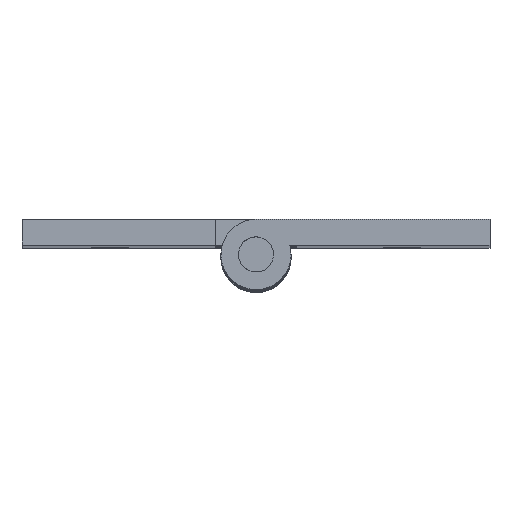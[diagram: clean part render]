
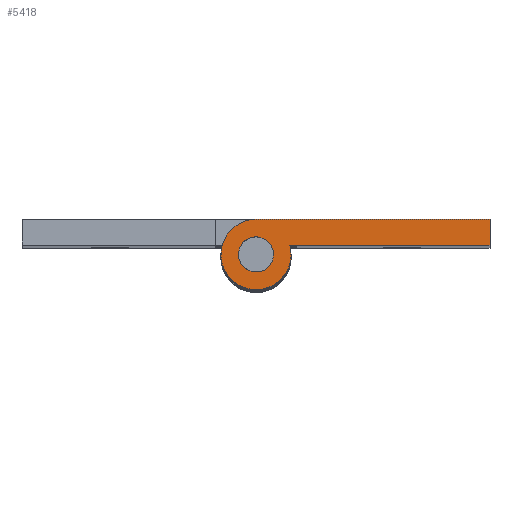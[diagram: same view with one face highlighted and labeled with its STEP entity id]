
A CAD part, top view. The second image highlights one B-rep face of the part: STEP entity #5418.
In plain terms, the highlighted free-form (B-spline) face has degree [1, 1] with [2, 2] control points.
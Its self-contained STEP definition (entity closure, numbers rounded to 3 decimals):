
#4057=CARTESIAN_POINT('',(0.177,-1.49,150.0));
#4058=VERTEX_POINT('',#4057);
#4059=CARTESIAN_POINT('',(-1.5,0.0,150.0));
#4060=VERTEX_POINT('',#4059);
#4061=CARTESIAN_POINT('',(0.177,-1.49,150.));
#4062=CARTESIAN_POINT('',(0.089,-1.5,150.0));
#4063=CARTESIAN_POINT('',(0.0,-1.5,150.0));
#4064=CARTESIAN_POINT('',(-1.5,-1.5,150.));
#4065=CARTESIAN_POINT('',(-1.5,0.0,150.0));
#4073=(BOUNDED_CURVE()B_SPLINE_CURVE(2,(#4061,#4062,#4063,#4064,#4065),.UNSPECIFIED.,.F.,.U.)B_SPLINE_CURVE_WITH_KNOTS((3,2,3),(0.23,0.25,0.5),.UNSPECIFIED.)CURVE()GEOMETRIC_REPRESENTATION_ITEM()RATIONAL_B_SPLINE_CURVE((0.956,0.976,1.0,0.707,1.0))REPRESENTATION_ITEM(''));
#4074=EDGE_CURVE('',#4058,#4060,#4073,.T.);
#4115=CARTESIAN_POINT('',(-0.092,1.497,150.0));
#4116=VERTEX_POINT('',#4115);
#4122=CARTESIAN_POINT('',(-1.5,0.0,150.0));
#4123=CARTESIAN_POINT('',(-1.5,1.411,150.));
#4124=CARTESIAN_POINT('',(-0.092,1.497,150.));
#4132=(BOUNDED_CURVE()B_SPLINE_CURVE(2,(#4122,#4123,#4124),.UNSPECIFIED.,.F.,.U.)B_SPLINE_CURVE_WITH_KNOTS((3,3),(0.5,0.739),.UNSPECIFIED.)CURVE()GEOMETRIC_REPRESENTATION_ITEM()RATIONAL_B_SPLINE_CURVE((1.0,0.72,0.976))REPRESENTATION_ITEM(''));
#4133=EDGE_CURVE('',#4060,#4116,#4132,.T.);
#4156=CARTESIAN_POINT('',(1.5,0.0,150.0));
#4157=VERTEX_POINT('',#4156);
#4158=CARTESIAN_POINT('',(1.5,0.0,150.0));
#4159=CARTESIAN_POINT('',(1.5,-1.332,150.));
#4160=CARTESIAN_POINT('',(0.177,-1.49,150.));
#4168=(BOUNDED_CURVE()B_SPLINE_CURVE(2,(#4158,#4159,#4160),.UNSPECIFIED.,.F.,.U.)B_SPLINE_CURVE_WITH_KNOTS((3,3),(0.0,0.23),.UNSPECIFIED.)CURVE()GEOMETRIC_REPRESENTATION_ITEM()RATIONAL_B_SPLINE_CURVE((1.0,0.731,0.956))REPRESENTATION_ITEM(''));
#4169=EDGE_CURVE('',#4157,#4058,#4168,.T.);
#4171=CARTESIAN_POINT('',(-0.092,1.497,150.));
#4172=CARTESIAN_POINT('',(-0.046,1.5,150.0));
#4173=CARTESIAN_POINT('',(0.0,1.5,150.0));
#4174=CARTESIAN_POINT('',(1.5,1.5,150.));
#4175=CARTESIAN_POINT('',(1.5,0.0,150.0));
#4183=(BOUNDED_CURVE()B_SPLINE_CURVE(2,(#4171,#4172,#4173,#4174,#4175),.UNSPECIFIED.,.F.,.U.)B_SPLINE_CURVE_WITH_KNOTS((3,2,3),(0.739,0.75,1.0),.UNSPECIFIED.)CURVE()GEOMETRIC_REPRESENTATION_ITEM()RATIONAL_B_SPLINE_CURVE((0.976,0.988,1.0,0.707,1.0))REPRESENTATION_ITEM(''));
#4184=EDGE_CURVE('',#4116,#4157,#4183,.T.);
#5363=CARTESIAN_POINT('',(-4.14,-3.299,150.0));
#5364=CARTESIAN_POINT('',(21.148,-3.299,150.0));
#5365=CARTESIAN_POINT('',(-4.14,3.3,150.0));
#5366=CARTESIAN_POINT('',(21.148,3.3,150.0));
#5367=B_SPLINE_SURFACE_WITH_KNOTS('',1,1,((#5363,#5365),(#5364,#5366)),.UNSPECIFIED.,.F.,.F.,.U.,(2,2),(2,2),(0.0,25.288),(0.0,6.599),.UNSPECIFIED.);
#5368=CARTESIAN_POINT('',(20.0,0.8,150.0));
#5369=VERTEX_POINT('',#5368);
#5370=CARTESIAN_POINT('',(20.0,3.0,150.0));
#5371=VERTEX_POINT('',#5370);
#5372=CARTESIAN_POINT('',(20.0,0.8,150.0));
#5373=CARTESIAN_POINT('',(20.0,3.0,150.0));
#5374=QUASI_UNIFORM_CURVE('',1,(#5372,#5373),.UNSPECIFIED.,.F.,.U.);
#5375=EDGE_CURVE('',#5369,#5371,#5374,.T.);
#5376=ORIENTED_EDGE('',*,*,#5375,.T.);
#5377=CARTESIAN_POINT('',(0.0,3.0,150.0));
#5378=VERTEX_POINT('',#5377);
#5379=CARTESIAN_POINT('',(20.0,3.0,150.0));
#5380=CARTESIAN_POINT('',(0.0,3.0,150.0));
#5381=QUASI_UNIFORM_CURVE('',1,(#5379,#5380),.UNSPECIFIED.,.F.,.U.);
#5382=EDGE_CURVE('',#5371,#5378,#5381,.T.);
#5383=ORIENTED_EDGE('',*,*,#5382,.T.);
#5384=CARTESIAN_POINT('',(2.891,0.8,150.0));
#5385=VERTEX_POINT('',#5384);
#5386=CARTESIAN_POINT('',(2.891,0.8,150.0));
#5387=CARTESIAN_POINT('',(3.466,-1.276,150.));
#5388=CARTESIAN_POINT('',(1.682,-2.484,150.0));
#5389=CARTESIAN_POINT('',(-0.102,-3.692,150.));
#5390=CARTESIAN_POINT('',(-1.817,-2.387,150.0));
#5391=CARTESIAN_POINT('',(-3.531,-1.083,150.));
#5392=CARTESIAN_POINT('',(-2.843,0.959,150.0));
#5393=CARTESIAN_POINT('',(-2.154,3.,150.));
#5394=CARTESIAN_POINT('',(0.0,3.0,150.0));
#5402=(BOUNDED_CURVE()B_SPLINE_CURVE(2,(#5386,#5387,#5388,#5389,#5390,#5391,#5392,#5393,#5394),.UNSPECIFIED.,.F.,.U.)B_SPLINE_CURVE_WITH_KNOTS((3,2,2,2,3),(0.0,0.25,0.5,0.75,1.0),.UNSPECIFIED.)CURVE()GEOMETRIC_REPRESENTATION_ITEM()RATIONAL_B_SPLINE_CURVE((1.0,0.812,1.0,0.812,1.0,0.812,1.0,0.812,1.0))REPRESENTATION_ITEM(''));
#5403=EDGE_CURVE('',#5385,#5378,#5402,.T.);
#5404=ORIENTED_EDGE('',*,*,#5403,.F.);
#5405=CARTESIAN_POINT('',(2.891,0.8,150.0));
#5406=CARTESIAN_POINT('',(20.0,0.8,150.0));
#5407=QUASI_UNIFORM_CURVE('',1,(#5405,#5406),.UNSPECIFIED.,.F.,.U.);
#5408=EDGE_CURVE('',#5385,#5369,#5407,.T.);
#5409=ORIENTED_EDGE('',*,*,#5408,.T.);
#5410=EDGE_LOOP('',(#5376,#5383,#5404,#5409));
#5411=FACE_OUTER_BOUND('',#5410,.T.);
#5412=ORIENTED_EDGE('',*,*,#4133,.T.);
#5413=ORIENTED_EDGE('',*,*,#4184,.T.);
#5414=ORIENTED_EDGE('',*,*,#4169,.T.);
#5415=ORIENTED_EDGE('',*,*,#4074,.T.);
#5416=EDGE_LOOP('',(#5412,#5413,#5414,#5415));
#5417=FACE_BOUND('',#5416,.T.);
#5418=ADVANCED_FACE('',(#5411,#5417),#5367,.T.);
